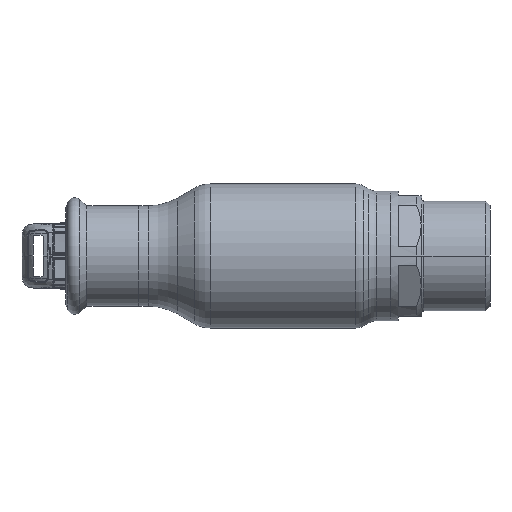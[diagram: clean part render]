
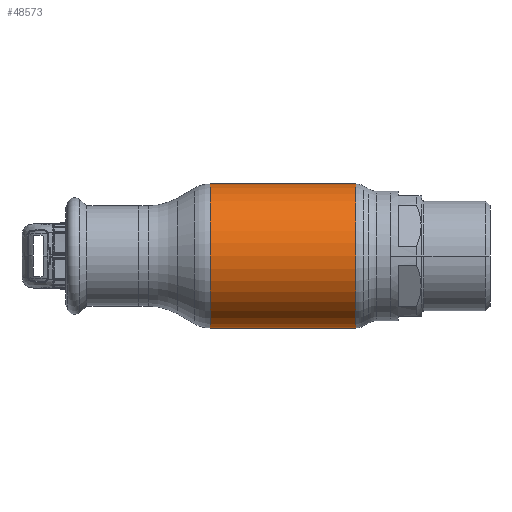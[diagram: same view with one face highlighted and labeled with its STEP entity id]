
A CAD part, front view. The second image highlights one B-rep face of the part: STEP entity #48573.
In plain terms, the highlighted cylindrical face has radius 27.5 mm (diameter 55 mm), a partial arc.
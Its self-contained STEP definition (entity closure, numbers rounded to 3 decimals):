
#1998 = DIRECTION ( 'NONE',  ( -1., 0., 0. ) ) ;
#3266 = CARTESIAN_POINT ( 'NONE',  ( -27.785, 0., 27.5 ) ) ;
#6847 = FACE_OUTER_BOUND ( 'NONE', #48589, .T. ) ;
#6891 = CIRCLE ( 'NONE', #20835, 27.5 ) ;
#6932 = VECTOR ( 'NONE', #11569, 1000. ) ;
#7366 = AXIS2_PLACEMENT_3D ( 'NONE', #51851, #22661, #28002 ) ;
#11569 = DIRECTION ( 'NONE',  ( -1., 0., 0. ) ) ;
#11815 = CARTESIAN_POINT ( 'NONE',  ( -27.785, 0., -27.5 ) ) ;
#12429 = LINE ( 'NONE', #36161, #59930 ) ;
#19743 = ORIENTED_EDGE ( 'NONE', *, *, #57679, .F. ) ;
#20293 = VERTEX_POINT ( 'NONE', #11815 ) ;
#20835 = AXIS2_PLACEMENT_3D ( 'NONE', #52039, #61177, #42286 ) ;
#22661 = DIRECTION ( 'NONE',  ( -1., 0., 0. ) ) ;
#23143 = EDGE_CURVE ( 'NONE', #39409, #54800, #44682, .T. ) ;
#23982 = CYLINDRICAL_SURFACE ( 'NONE', #7366, 27.5 ) ;
#26340 = CARTESIAN_POINT ( 'NONE',  ( -62.69, 0., 27.5 ) ) ;
#27958 = ORIENTED_EDGE ( 'NONE', *, *, #47827, .F. ) ;
#28002 = DIRECTION ( 'NONE',  ( 0., 0., 1. ) ) ;
#30202 = CARTESIAN_POINT ( 'NONE',  ( 27.785, 0., 0. ) ) ;
#30243 = EDGE_CURVE ( 'NONE', #54800, #52189, #52940, .T. ) ;
#34981 = DIRECTION ( 'NONE',  ( 0., 0., 1. ) ) ;
#35741 = CARTESIAN_POINT ( 'NONE',  ( 27.785, 0., 27.5 ) ) ;
#36161 = CARTESIAN_POINT ( 'NONE',  ( -62.69, 0., -27.5 ) ) ;
#39409 = VERTEX_POINT ( 'NONE', #43090 ) ;
#42286 = DIRECTION ( 'NONE',  ( 0., 0., 1. ) ) ;
#42744 = ORIENTED_EDGE ( 'NONE', *, *, #30243, .T. ) ;
#43090 = CARTESIAN_POINT ( 'NONE',  ( 27.785, 0., -27.5 ) ) ;
#44682 = CIRCLE ( 'NONE', #52727, 27.5 ) ;
#47827 = EDGE_CURVE ( 'NONE', #20293, #52189, #6891, .T. ) ;
#48573 = ADVANCED_FACE ( 'NONE', ( #6847 ), #23982, .T. ) ;
#48589 = EDGE_LOOP ( 'NONE', ( #19743, #56410, #42744, #27958 ) ) ;
#50442 = DIRECTION ( 'NONE',  ( -1., 0., 0. ) ) ;
#51851 = CARTESIAN_POINT ( 'NONE',  ( -62.69, 0., 0. ) ) ;
#52039 = CARTESIAN_POINT ( 'NONE',  ( -27.785, 0., 0. ) ) ;
#52189 = VERTEX_POINT ( 'NONE', #3266 ) ;
#52727 = AXIS2_PLACEMENT_3D ( 'NONE', #30202, #1998, #34981 ) ;
#52940 = LINE ( 'NONE', #26340, #6932 ) ;
#54800 = VERTEX_POINT ( 'NONE', #35741 ) ;
#56410 = ORIENTED_EDGE ( 'NONE', *, *, #23143, .T. ) ;
#57679 = EDGE_CURVE ( 'NONE', #39409, #20293, #12429, .T. ) ;
#59930 = VECTOR ( 'NONE', #50442, 1000. ) ;
#61177 = DIRECTION ( 'NONE',  ( -1., 0., 0. ) ) ;
